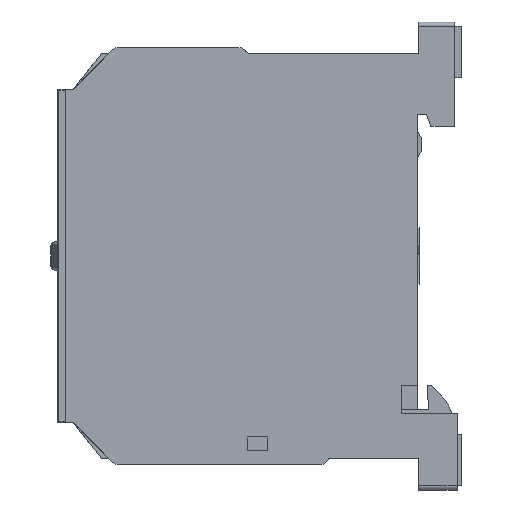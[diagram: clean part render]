
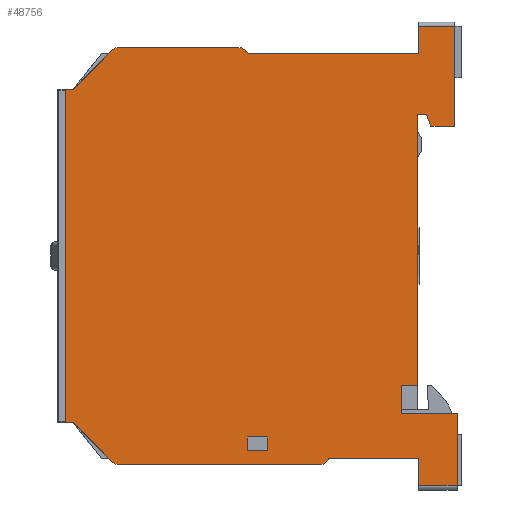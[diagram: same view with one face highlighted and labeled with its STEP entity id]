
A CAD part, left-side view. The second image highlights one B-rep face of the part: STEP entity #48756.
In plain terms, the highlighted planar face has unit normal (-1, 0, 0).
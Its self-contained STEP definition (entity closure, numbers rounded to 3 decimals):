
#1277=DIRECTION('',(0.,0.,1.));
#1278=VECTOR('',#1277,33.5);
#1279=CARTESIAN_POINT('',(0.,0.,-16.));
#1280=LINE('',#1279,#1278);
#1842=DIRECTION('',(0.,-1.,0.));
#1843=VECTOR('',#1842,2.);
#1844=CARTESIAN_POINT('',(0.,2.,-16.));
#1845=LINE('',#1844,#1843);
#16944=DIRECTION('',(0.,0.,-1.));
#16945=VECTOR('',#16944,3.4);
#16946=CARTESIAN_POINT('',(0.,-0.1,28.4));
#16947=LINE('',#16946,#16945);
#17297=DIRECTION('',(0.,-1.,0.));
#17298=VECTOR('',#17297,2.954);
#17299=CARTESIAN_POINT('',(0.,-1.646,16.));
#17300=LINE('',#17299,#17298);
#17311=DIRECTION('',(0.,0.,-1.));
#17312=VECTOR('',#17311,12.4);
#17313=CARTESIAN_POINT('',(0.,-4.6,28.4));
#17314=LINE('',#17313,#17312);
#17318=DIRECTION('',(0.,0.342,0.94));
#17319=VECTOR('',#17318,1.596);
#17320=CARTESIAN_POINT('',(0.,-1.646,16.));
#17321=LINE('',#17320,#17319);
#17325=DIRECTION('',(0.,1.,0.));
#17326=VECTOR('',#17325,1.1);
#17327=CARTESIAN_POINT('',(0.,-1.1,17.5));
#17328=LINE('',#17327,#17326);
#17332=DIRECTION('',(0.,-1.,0.));
#17333=VECTOR('',#17332,6.9);
#17334=CARTESIAN_POINT('',(0.,2.,-19.5));
#17335=LINE('',#17334,#17333);
#17339=DIRECTION('',(0.,1.,0.));
#17340=VECTOR('',#17339,11.1);
#17341=CARTESIAN_POINT('',(0.,-0.1,-25.));
#17342=LINE('',#17341,#17340);
#17346=CARTESIAN_POINT('',(0.,11.968,-24.75));
#17347=DIRECTION('',(1.,0.,0.));
#17348=DIRECTION('',(0.,-0.968,-0.25));
#17349=AXIS2_PLACEMENT_3D('',#17346,#17347,#17348);
#17354=CARTESIAN_POINT('',(0.,36.936,-24.75));
#17355=DIRECTION('',(1.,0.,0.));
#17356=DIRECTION('',(0.,0.,-1.));
#17357=AXIS2_PLACEMENT_3D('',#17354,#17355,#17356);
#17362=DIRECTION('',(0.,0.707,0.707));
#17363=VECTOR('',#17362,6.869);
#17364=CARTESIAN_POINT('',(0.,37.643,-25.457));
#17365=LINE('',#17364,#17363);
#17369=DIRECTION('',(0.,1.,0.));
#17370=VECTOR('',#17369,1.);
#17371=CARTESIAN_POINT('',(0.,42.5,-20.6));
#17372=LINE('',#17371,#17370);
#17376=DIRECTION('',(0.,0.,1.));
#17377=VECTOR('',#17376,41.2);
#17378=CARTESIAN_POINT('',(0.,43.5,-20.6));
#17379=LINE('',#17378,#17377);
#17383=DIRECTION('',(0.,-0.707,0.707));
#17384=VECTOR('',#17383,6.869);
#17385=CARTESIAN_POINT('',(0.,42.5,20.6));
#17386=LINE('',#17385,#17384);
#17390=CARTESIAN_POINT('',(0.,36.936,24.75));
#17391=DIRECTION('',(1.,0.,0.));
#17392=DIRECTION('',(0.,0.707,0.707));
#17393=AXIS2_PLACEMENT_3D('',#17390,#17391,#17392);
#17398=DIRECTION('',(0.,-1.,0.));
#17399=VECTOR('',#17398,14.872);
#17400=CARTESIAN_POINT('',(0.,36.936,25.75));
#17401=LINE('',#17400,#17399);
#17405=CARTESIAN_POINT('',(0.,22.064,24.75));
#17406=DIRECTION('',(1.,0.,0.));
#17407=DIRECTION('',(0.,0.,1.));
#17408=AXIS2_PLACEMENT_3D('',#17405,#17406,#17407);
#17413=DIRECTION('',(0.,-0.707,-0.707));
#17414=VECTOR('',#17413,0.646);
#17415=CARTESIAN_POINT('',(0.,21.357,25.457));
#17416=LINE('',#17415,#17414);
#17420=DIRECTION('',(0.,1.,0.));
#17421=VECTOR('',#17420,2.5);
#17422=CARTESIAN_POINT('',(0.,18.5,-22.35));
#17423=LINE('',#17422,#17421);
#17427=DIRECTION('',(0.,0.,-1.));
#17428=VECTOR('',#17427,1.7);
#17429=CARTESIAN_POINT('',(0.,21.,-22.35));
#17430=LINE('',#17429,#17428);
#17434=DIRECTION('',(0.,-1.,0.));
#17435=VECTOR('',#17434,2.5);
#17436=CARTESIAN_POINT('',(0.,21.,-24.05));
#17437=LINE('',#17436,#17435);
#17441=DIRECTION('',(0.,0.,1.));
#17442=VECTOR('',#17441,1.7);
#17443=CARTESIAN_POINT('',(0.,18.5,-24.05));
#17444=LINE('',#17443,#17442);
#17510=DIRECTION('',(0.,1.,0.));
#17511=VECTOR('',#17510,4.5);
#17512=CARTESIAN_POINT('',(0.,-4.6,28.4));
#17513=LINE('',#17512,#17511);
#17804=DIRECTION('',(0.,0.,1.));
#17805=VECTOR('',#17804,3.5);
#17806=CARTESIAN_POINT('',(0.,2.,-19.5));
#17807=LINE('',#17806,#17805);
#18082=DIRECTION('',(0.,0.,-1.));
#18083=VECTOR('',#18082,3.4);
#18084=CARTESIAN_POINT('',(0.,-0.1,-25.));
#18085=LINE('',#18084,#18083);
#18349=DIRECTION('',(0.,-1.,0.));
#18350=VECTOR('',#18349,24.968);
#18351=CARTESIAN_POINT('',(0.,36.936,-25.75));
#18352=LINE('',#18351,#18350);
#23872=DIRECTION('',(0.,-1.,0.));
#23873=VECTOR('',#23872,4.8);
#23874=CARTESIAN_POINT('',(0.,-0.1,-28.4));
#23875=LINE('',#23874,#23873);
#23962=DIRECTION('',(0.,0.,1.));
#23963=VECTOR('',#23962,8.9);
#23964=CARTESIAN_POINT('',(0.,-4.9,-28.4));
#23965=LINE('',#23964,#23963);
#24221=DIRECTION('',(0.,1.,0.));
#24222=VECTOR('',#24221,1.);
#24223=CARTESIAN_POINT('',(0.,42.5,20.6));
#24224=LINE('',#24223,#24222);
#24328=DIRECTION('',(0.,1.,0.));
#24329=VECTOR('',#24328,21.);
#24330=CARTESIAN_POINT('',(0.,-0.1,25.));
#24331=LINE('',#24330,#24329);
#30638=CARTESIAN_POINT('',(0.,-1.646,16.));
#30639=CARTESIAN_POINT('',(0.,-4.6,16.));
#30640=VERTEX_POINT('',#30638);
#30641=VERTEX_POINT('',#30639);
#30702=CARTESIAN_POINT('',(0.,-4.6,28.4));
#30703=VERTEX_POINT('',#30702);
#30826=CARTESIAN_POINT('',(0.,-0.1,-25.));
#30827=VERTEX_POINT('',#30826);
#30828=CARTESIAN_POINT('',(0.,-0.1,-28.4));
#30829=VERTEX_POINT('',#30828);
#30872=CARTESIAN_POINT('',(0.,-0.1,28.4));
#30873=VERTEX_POINT('',#30872);
#30874=CARTESIAN_POINT('',(0.,-0.1,25.));
#30875=VERTEX_POINT('',#30874);
#31756=CARTESIAN_POINT('',(0.,43.5,20.6));
#31757=VERTEX_POINT('',#31756);
#31758=CARTESIAN_POINT('',(0.,43.5,-20.6));
#31759=VERTEX_POINT('',#31758);
#31920=CARTESIAN_POINT('',(0.,42.5,-20.6));
#31921=VERTEX_POINT('',#31920);
#31922=CARTESIAN_POINT('',(0.,37.643,-25.457));
#31923=VERTEX_POINT('',#31922);
#31990=CARTESIAN_POINT('',(0.,42.5,20.6));
#31991=VERTEX_POINT('',#31990);
#32016=CARTESIAN_POINT('',(0.,-1.1,17.5));
#32017=VERTEX_POINT('',#32016);
#32018=CARTESIAN_POINT('',(0.,0.,17.5));
#32019=VERTEX_POINT('',#32018);
#32020=CARTESIAN_POINT('',(0.,0.,-16.));
#32021=VERTEX_POINT('',#32020);
#32022=CARTESIAN_POINT('',(0.,2.,-16.));
#32023=VERTEX_POINT('',#32022);
#32024=CARTESIAN_POINT('',(0.,2.,-19.5));
#32025=VERTEX_POINT('',#32024);
#32026=CARTESIAN_POINT('',(0.,-4.9,-19.5));
#32027=VERTEX_POINT('',#32026);
#32028=CARTESIAN_POINT('',(0.,-4.9,-28.4));
#32029=VERTEX_POINT('',#32028);
#32030=CARTESIAN_POINT('',(0.,11.,-25.));
#32031=VERTEX_POINT('',#32030);
#32032=CARTESIAN_POINT('',(0.,11.968,-25.75));
#32033=VERTEX_POINT('',#32032);
#32034=CARTESIAN_POINT('',(0.,36.936,-25.75));
#32035=VERTEX_POINT('',#32034);
#32036=CARTESIAN_POINT('',(0.,37.643,25.457));
#32037=VERTEX_POINT('',#32036);
#32038=CARTESIAN_POINT('',(0.,36.936,25.75));
#32039=VERTEX_POINT('',#32038);
#32040=CARTESIAN_POINT('',(0.,22.064,25.75));
#32041=VERTEX_POINT('',#32040);
#32042=CARTESIAN_POINT('',(0.,21.357,25.457));
#32043=VERTEX_POINT('',#32042);
#32044=CARTESIAN_POINT('',(0.,20.9,25.));
#32045=VERTEX_POINT('',#32044);
#32046=CARTESIAN_POINT('',(0.,18.5,-22.35));
#32047=CARTESIAN_POINT('',(0.,21.,-22.35));
#32048=VERTEX_POINT('',#32046);
#32049=VERTEX_POINT('',#32047);
#32050=CARTESIAN_POINT('',(0.,21.,-24.05));
#32051=VERTEX_POINT('',#32050);
#32052=CARTESIAN_POINT('',(0.,18.5,-24.05));
#32053=VERTEX_POINT('',#32052);
#48690=CARTESIAN_POINT('',(0.,43.5,-21.5));
#48691=DIRECTION('',(-1.,0.,0.));
#48692=DIRECTION('',(0.,-1.,0.));
#48693=AXIS2_PLACEMENT_3D('',#48690,#48691,#48692);
#48694=PLANE('',#48693);
#48696=ORIENTED_EDGE('',*,*,#48695,.T.);
#48697=ORIENTED_EDGE('',*,*,#48680,.F.);
#48699=ORIENTED_EDGE('',*,*,#48698,.T.);
#48701=ORIENTED_EDGE('',*,*,#48700,.T.);
#48702=ORIENTED_EDGE('',*,*,#36540,.F.);
#48703=ORIENTED_EDGE('',*,*,#36831,.F.);
#48705=ORIENTED_EDGE('',*,*,#48704,.F.);
#48707=ORIENTED_EDGE('',*,*,#48706,.T.);
#48709=ORIENTED_EDGE('',*,*,#48708,.F.);
#48711=ORIENTED_EDGE('',*,*,#48710,.F.);
#48713=ORIENTED_EDGE('',*,*,#48712,.F.);
#48715=ORIENTED_EDGE('',*,*,#48714,.T.);
#48717=ORIENTED_EDGE('',*,*,#48716,.T.);
#48719=ORIENTED_EDGE('',*,*,#48718,.F.);
#48721=ORIENTED_EDGE('',*,*,#48720,.T.);
#48723=ORIENTED_EDGE('',*,*,#48722,.T.);
#48725=ORIENTED_EDGE('',*,*,#48724,.T.);
#48726=ORIENTED_EDGE('',*,*,#43604,.T.);
#48728=ORIENTED_EDGE('',*,*,#48727,.F.);
#48730=ORIENTED_EDGE('',*,*,#48729,.T.);
#48732=ORIENTED_EDGE('',*,*,#48731,.T.);
#48734=ORIENTED_EDGE('',*,*,#48733,.T.);
#48736=ORIENTED_EDGE('',*,*,#48735,.T.);
#48738=ORIENTED_EDGE('',*,*,#48737,.T.);
#48740=ORIENTED_EDGE('',*,*,#48739,.F.);
#48741=ORIENTED_EDGE('',*,*,#48397,.F.);
#48743=ORIENTED_EDGE('',*,*,#48742,.F.);
#48744=EDGE_LOOP('',(#48696,#48697,#48699,#48701,#48702,#48703,#48705,#48707,
#48709,#48711,#48713,#48715,#48717,#48719,#48721,#48723,#48725,#48726,#48728,
#48730,#48732,#48734,#48736,#48738,#48740,#48741,#48743));
#48745=FACE_OUTER_BOUND('',#48744,.F.);
#48747=ORIENTED_EDGE('',*,*,#48746,.T.);
#48749=ORIENTED_EDGE('',*,*,#48748,.T.);
#48751=ORIENTED_EDGE('',*,*,#48750,.T.);
#48753=ORIENTED_EDGE('',*,*,#48752,.T.);
#48754=EDGE_LOOP('',(#48747,#48749,#48751,#48753));
#48755=FACE_BOUND('',#48754,.F.);
#17350=CIRCLE('',#17349,1.);
#17358=CIRCLE('',#17357,1.);
#17394=CIRCLE('',#17393,1.);
#17409=CIRCLE('',#17408,1.);
#36540=EDGE_CURVE('',#32021,#32019,#1280,.T.);
#36831=EDGE_CURVE('',#32023,#32021,#1845,.T.);
#43604=EDGE_CURVE('',#31759,#31757,#17379,.T.);
#48397=EDGE_CURVE('',#30873,#30875,#16947,.T.);
#48680=EDGE_CURVE('',#30640,#30641,#17300,.T.);
#48695=EDGE_CURVE('',#30703,#30641,#17314,.T.);
#48698=EDGE_CURVE('',#30640,#32017,#17321,.T.);
#48700=EDGE_CURVE('',#32017,#32019,#17328,.T.);
#48704=EDGE_CURVE('',#32025,#32023,#17807,.T.);
#48706=EDGE_CURVE('',#32025,#32027,#17335,.T.);
#48708=EDGE_CURVE('',#32029,#32027,#23965,.T.);
#48710=EDGE_CURVE('',#30829,#32029,#23875,.T.);
#48712=EDGE_CURVE('',#30827,#30829,#18085,.T.);
#48714=EDGE_CURVE('',#30827,#32031,#17342,.T.);
#48716=EDGE_CURVE('',#32031,#32033,#17350,.T.);
#48718=EDGE_CURVE('',#32035,#32033,#18352,.T.);
#48720=EDGE_CURVE('',#32035,#31923,#17358,.T.);
#48722=EDGE_CURVE('',#31923,#31921,#17365,.T.);
#48724=EDGE_CURVE('',#31921,#31759,#17372,.T.);
#48727=EDGE_CURVE('',#31991,#31757,#24224,.T.);
#48729=EDGE_CURVE('',#31991,#32037,#17386,.T.);
#48731=EDGE_CURVE('',#32037,#32039,#17394,.T.);
#48733=EDGE_CURVE('',#32039,#32041,#17401,.T.);
#48735=EDGE_CURVE('',#32041,#32043,#17409,.T.);
#48737=EDGE_CURVE('',#32043,#32045,#17416,.T.);
#48739=EDGE_CURVE('',#30875,#32045,#24331,.T.);
#48742=EDGE_CURVE('',#30703,#30873,#17513,.T.);
#48746=EDGE_CURVE('',#32048,#32049,#17423,.T.);
#48748=EDGE_CURVE('',#32049,#32051,#17430,.T.);
#48750=EDGE_CURVE('',#32051,#32053,#17437,.T.);
#48752=EDGE_CURVE('',#32053,#32048,#17444,.T.);
#48756=ADVANCED_FACE('',(#48745,#48755),#48694,.T.);
